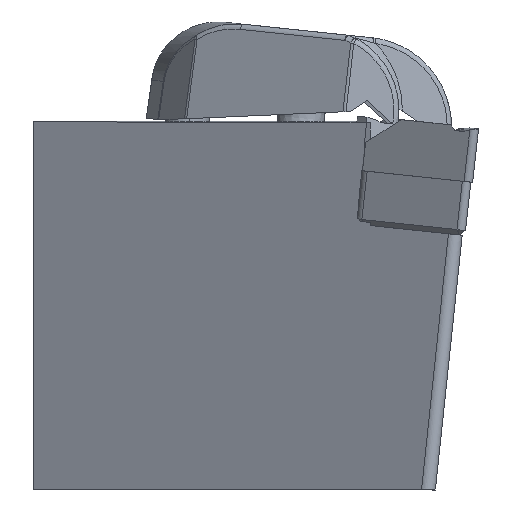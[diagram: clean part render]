
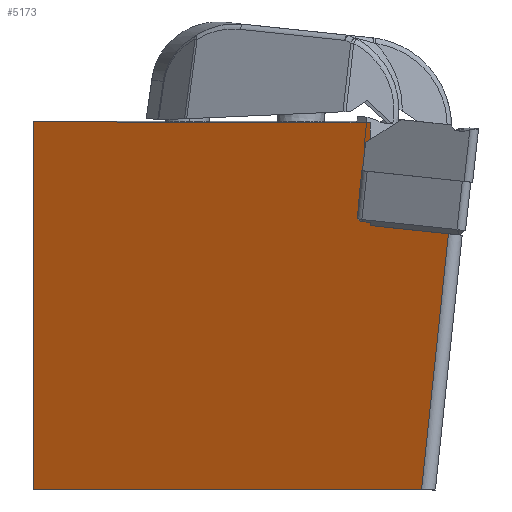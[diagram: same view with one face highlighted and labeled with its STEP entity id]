
A CAD part, left-side view. The second image highlights one B-rep face of the part: STEP entity #5173.
In plain terms, the highlighted planar face has unit normal (-0.848, 0.527, 0.055).
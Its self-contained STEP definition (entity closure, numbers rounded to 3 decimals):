
#83 = CARTESIAN_POINT ( 'NONE',  ( 7.604, -29.19, -8.224 ) ) ;
#182 = LINE ( 'NONE', #3530, #7690 ) ;
#201 = LINE ( 'NONE', #8906, #6641 ) ;
#266 = EDGE_CURVE ( 'NONE', #2096, #3193, #201, .T. ) ;
#671 = VECTOR ( 'NONE', #2912, 1000. ) ;
#716 = DIRECTION ( 'NONE',  ( 0.848, -0.527, -0.055 ) ) ;
#792 = CARTESIAN_POINT ( 'NONE',  ( 2.82, -65.402, 263.027 ) ) ;
#891 = CARTESIAN_POINT ( 'NONE',  ( 7.944, -28.746, -7.23 ) ) ;
#919 = VERTEX_POINT ( 'NONE', #2746 ) ;
#1078 = CARTESIAN_POINT ( 'NONE',  ( 26.31, 0., 0.636 ) ) ;
#1172 = CARTESIAN_POINT ( 'NONE',  ( 7.719, -29.007, -8.2 ) ) ;
#1293 = CARTESIAN_POINT ( 'NONE',  ( 2.82, -34.393, -32. ) ) ;
#1362 = ORIENTED_EDGE ( 'NONE', *, *, #9009, .T. ) ;
#1505 = DIRECTION ( 'NONE',  ( -0.056, 0.014, -0.998 ) ) ;
#1521 = EDGE_LOOP ( 'NONE', ( #3432, #9568, #8537, #9114, #1362, #2551, #3785, #4762, #6980, #9477, #2994, #4170 ) ) ;
#1550 = CARTESIAN_POINT ( 'NONE',  ( 7.923, -28.704, -7.962 ) ) ;
#1633 = EDGE_CURVE ( 'NONE', #8645, #2096, #7516, .T. ) ;
#2035 = CARTESIAN_POINT ( 'NONE',  ( 7.825, -28.847, -8.091 ) ) ;
#2096 = VERTEX_POINT ( 'NONE', #7970 ) ;
#2228 = CARTESIAN_POINT ( 'NONE',  ( 22.705, -33.819, 267.166 ) ) ;
#2270 = DIRECTION ( 'NONE',  ( -0.53, -0.844, -0.089 ) ) ;
#2551 = ORIENTED_EDGE ( 'NONE', *, *, #7578, .F. ) ;
#2746 = CARTESIAN_POINT ( 'NONE',  ( 24.18, 0., -32. ) ) ;
#2759 = EDGE_CURVE ( 'NONE', #7228, #3411, #4053, .T. ) ;
#2863 = LINE ( 'NONE', #8955, #5632 ) ;
#2912 = DIRECTION ( 'NONE',  ( -0.065, 0., -0.998 ) ) ;
#2994 = ORIENTED_EDGE ( 'NONE', *, *, #7276, .F. ) ;
#3047 = CARTESIAN_POINT ( 'NONE',  ( 28.755, -24.04, 266.803 ) ) ;
#3193 = VERTEX_POINT ( 'NONE', #9147 ) ;
#3324 = CARTESIAN_POINT ( 'NONE',  ( 7.955, -28.925, -5.366 ) ) ;
#3411 = VERTEX_POINT ( 'NONE', #3324 ) ;
#3432 = ORIENTED_EDGE ( 'NONE', *, *, #4075, .F. ) ;
#3530 = CARTESIAN_POINT ( 'NONE',  ( 1.317, -39.672, -4.814 ) ) ;
#3546 = FACE_OUTER_BOUND ( 'NONE', #1521, .T. ) ;
#3632 = EDGE_CURVE ( 'NONE', #4715, #919, #7915, .T. ) ;
#3785 = ORIENTED_EDGE ( 'NONE', *, *, #266, .F. ) ;
#3836 = CARTESIAN_POINT ( 'NONE',  ( 7.955, -28.925, -5.366 ) ) ;
#4053 = LINE ( 'NONE', #9560, #7823 ) ;
#4075 = EDGE_CURVE ( 'NONE', #4754, #7228, #182, .T. ) ;
#4113 = VERTEX_POINT ( 'NONE', #9469 ) ;
#4170 = ORIENTED_EDGE ( 'NONE', *, *, #2759, .F. ) ;
#4501 = CARTESIAN_POINT ( 'NONE',  ( 7.184, -29.859, -8.294 ) ) ;
#4509 = DIRECTION ( 'NONE',  ( 0., 0.105, -0.995 ) ) ;
#4559 = DIRECTION ( 'NONE',  ( 0.079, 0.022, 0.997 ) ) ;
#4576 = CARTESIAN_POINT ( 'NONE',  ( 7.955, -28.821, -6.358 ) ) ;
#4715 = VERTEX_POINT ( 'NONE', #1078 ) ;
#4754 = VERTEX_POINT ( 'NONE', #8585 ) ;
#4762 = ORIENTED_EDGE ( 'NONE', *, *, #1633, .F. ) ;
#4825 = VECTOR ( 'NONE', #6930, 1000. ) ;
#5097 = DIRECTION ( 'NONE',  ( -0.528, -0.85, 0. ) ) ;
#5173 = ADVANCED_FACE ( 'NONE', ( #3546 ), #8895, .F. ) ;
#5401 = LINE ( 'NONE', #792, #9191 ) ;
#5632 = VECTOR ( 'NONE', #8142, 1000. ) ;
#5685 = EDGE_CURVE ( 'NONE', #7322, #8645, #2863, .T. ) ;
#5758 =( BOUNDED_CURVE ( )  B_SPLINE_CURVE ( 3, ( #3836, #4576, #891, #1550 ),
 .UNSPECIFIED., .F., .F. ) 
 B_SPLINE_CURVE_WITH_KNOTS ( ( 4, 4 ),
 ( 2.184, 2.501 ),
 .UNSPECIFIED. ) 
 CURVE ( )  GEOMETRIC_REPRESENTATION_ITEM ( )  RATIONAL_B_SPLINE_CURVE ( ( 1., 0.992, 0.992, 1. ) ) 
 REPRESENTATION_ITEM ( '' )  );
#6142 = EDGE_CURVE ( 'NONE', #4715, #4113, #6464, .T. ) ;
#6151 = VERTEX_POINT ( 'NONE', #9241 ) ;
#6422 = LINE ( 'NONE', #3047, #8353 ) ;
#6464 = LINE ( 'NONE', #7790, #4825 ) ;
#6564 = CARTESIAN_POINT ( 'NONE',  ( 17.45, -10.837, -32. ) ) ;
#6641 = VECTOR ( 'NONE', #2270, 1000. ) ;
#6930 = DIRECTION ( 'NONE',  ( -0.528, -0.849, -0.003 ) ) ;
#6980 = ORIENTED_EDGE ( 'NONE', *, *, #5685, .F. ) ;
#7221 = CARTESIAN_POINT ( 'NONE',  ( 7.923, -28.704, -7.962 ) ) ;
#7228 = VERTEX_POINT ( 'NONE', #8949 ) ;
#7276 = EDGE_CURVE ( 'NONE', #3411, #6151, #5758, .T. ) ;
#7322 = VERTEX_POINT ( 'NONE', #83 ) ;
#7333 = DIRECTION ( 'NONE',  ( 0., 0.105, -0.995 ) ) ;
#7413 = CARTESIAN_POINT ( 'NONE',  ( 26.744, -27.301, 267.032 ) ) ;
#7452 = LINE ( 'NONE', #6564, #8177 ) ;
#7516 = LINE ( 'NONE', #2228, #7528 ) ;
#7528 = VECTOR ( 'NONE', #1505, 1000. ) ;
#7578 = EDGE_CURVE ( 'NONE', #3193, #8429, #5401, .T. ) ;
#7690 = VECTOR ( 'NONE', #8795, 1000. ) ;
#7790 = CARTESIAN_POINT ( 'NONE',  ( 18.982, -11.795, 0.594 ) ) ;
#7815 = AXIS2_PLACEMENT_3D ( 'NONE', #7413, #716, #9638 ) ;
#7823 = VECTOR ( 'NONE', #7333, 1000. ) ;
#7915 = LINE ( 'NONE', #8210, #671 ) ;
#7970 = CARTESIAN_POINT ( 'NONE',  ( 7.168, -29.855, -8.569 ) ) ;
#8142 = DIRECTION ( 'NONE',  ( -0.53, -0.844, -0.089 ) ) ;
#8177 = VECTOR ( 'NONE', #5097, 1000. ) ;
#8210 = CARTESIAN_POINT ( 'NONE',  ( 24.799, 0., -22.521 ) ) ;
#8353 = VECTOR ( 'NONE', #4559, 1000. ) ;
#8429 = VERTEX_POINT ( 'NONE', #1293 ) ;
#8537 = ORIENTED_EDGE ( 'NONE', *, *, #6142, .F. ) ;
#8585 = CARTESIAN_POINT ( 'NONE',  ( 7.438, -29.923, -3.79 ) ) ;
#8645 = VERTEX_POINT ( 'NONE', #4501 ) ;
#8732 = EDGE_CURVE ( 'NONE', #4754, #4113, #6422, .T. ) ;
#8795 = DIRECTION ( 'NONE',  ( 0.53, 0.844, 0.089 ) ) ;
#8895 = PLANE ( 'NONE',  #7815 ) ;
#8906 = CARTESIAN_POINT ( 'NONE',  ( 26.744, 1.322, -5.292 ) ) ;
#8949 = CARTESIAN_POINT ( 'NONE',  ( 7.955, -29.1, -3.703 ) ) ;
#8955 = CARTESIAN_POINT ( 'NONE',  ( 7.741, -28.971, -8.201 ) ) ;
#9009 = EDGE_CURVE ( 'NONE', #919, #8429, #7452, .T. ) ;
#9114 = ORIENTED_EDGE ( 'NONE', *, *, #3632, .T. ) ;
#9133 = EDGE_CURVE ( 'NONE', #6151, #7322, #9259, .T. ) ;
#9147 = CARTESIAN_POINT ( 'NONE',  ( 2.82, -36.78, -9.297 ) ) ;
#9191 = VECTOR ( 'NONE', #4509, 1000. ) ;
#9241 = CARTESIAN_POINT ( 'NONE',  ( 7.923, -28.704, -7.962 ) ) ;
#9259 = B_SPLINE_CURVE_WITH_KNOTS ( 'NONE', 3,
 ( #7221, #2035, #1172, #9436 ),
 .UNSPECIFIED., .F., .F.,
 ( 4, 4 ),
 ( 0., 0.001 ),
 .UNSPECIFIED. ) ;
#9436 = CARTESIAN_POINT ( 'NONE',  ( 7.604, -29.19, -8.224 ) ) ;
#9469 = CARTESIAN_POINT ( 'NONE',  ( 7.778, -29.829, 0.53 ) ) ;
#9477 = ORIENTED_EDGE ( 'NONE', *, *, #9133, .F. ) ;
#9560 = CARTESIAN_POINT ( 'NONE',  ( 7.955, -28.602, -8.437 ) ) ;
#9568 = ORIENTED_EDGE ( 'NONE', *, *, #8732, .T. ) ;
#9638 = DIRECTION ( 'NONE',  ( 0.528, 0.85, 0. ) ) ;
